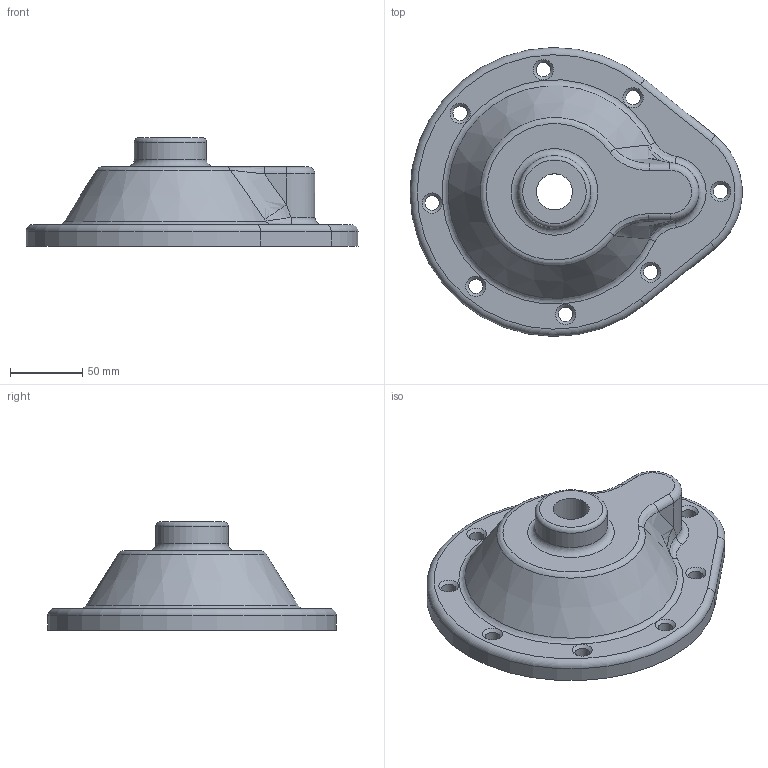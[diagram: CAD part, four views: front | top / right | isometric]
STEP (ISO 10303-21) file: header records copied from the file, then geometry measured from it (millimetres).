
FILE_DESCRIPTION( ( 'STEP Version 203' ), '1' );
FILE_NAME( ' ', '11/16/09 10:42:29', ( 'jphiggin' ), ( ' ' ), 'PSStep 10.1', 'DesignModeler STEP Output', ' ' );
FILE_SCHEMA( ( 'AUTOMOTIVE_DESIGN { 1 0 10303 214 1 1 1 1 }' ) );
Length unit declared in the file: metre
Products named in the file (1): 1
Bounding box: 229.83 x 199.97 x 75 mm (x, y, z)
Volume: 708650.2 mm3; surface area: 108610.5 mm2
Topology: 1 solids, 1 shells, 69 faces, 163 edges, 99 vertices
Faces by surface type: cylinder 23, plane 13, cone 13, torus 12, bspline 8
Full cylindrical faces by diameter (mm): 10 x8, 25 x1, 50 x1
Entity records: 2905 total; most frequent: CARTESIAN_POINT 1406, DIRECTION 324, ORIENTED_EDGE 268, AXIS2_PLACEMENT_3D 144, EDGE_CURVE 134, EDGE_LOOP 110, VERTEX_POINT 90, CIRCLE 82
